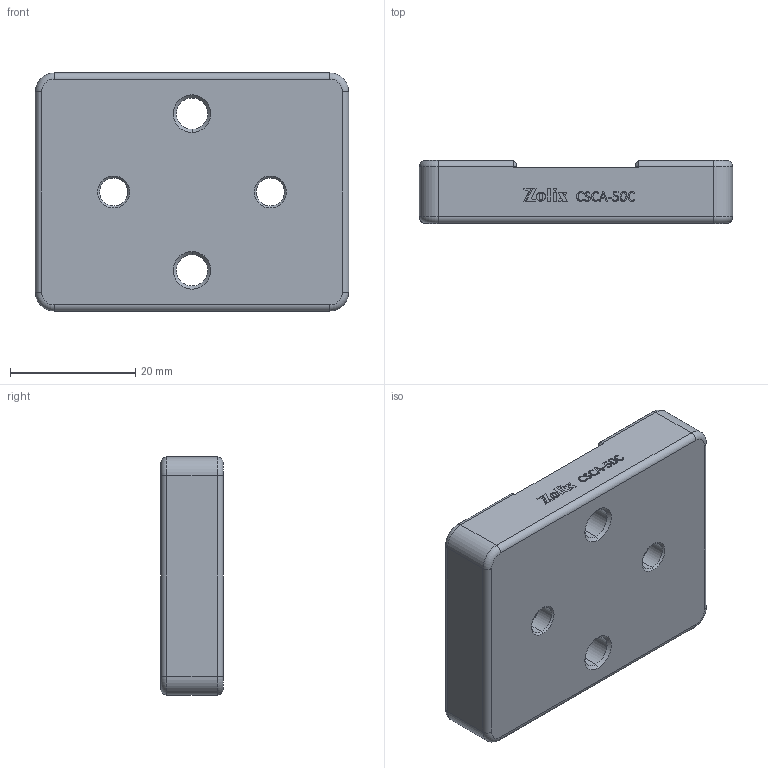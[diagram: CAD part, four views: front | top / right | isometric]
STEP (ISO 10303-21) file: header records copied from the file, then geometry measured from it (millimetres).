
FILE_DESCRIPTION (( 'STEP AP203' ), '1' );
FILE_NAME ('CSCA-50C.STEP', '2025-08-28T03:52:09', ( '' ), ( '' ), 'SwSTEP 2.0', 'SolidWorks 2020', '' );
FILE_SCHEMA (( 'CONFIG_CONTROL_DESIGN' ));
Length unit declared in the file: millimetre
Products named in the file (1): CSCA-50C
Bounding box: 50 x 10 x 38 mm (x, y, z)
Volume: 16863 mm3; surface area: 5877.7 mm2
Topology: 1 solids, 1 shells, 365 faces, 977 edges, 634 vertices
Faces by surface type: plane 220, bspline 73, cylinder 32, cone 32, torus 8
Entity records: 15280 total; most frequent: CARTESIAN_POINT 6490, ORIENTED_EDGE 1954, DIRECTION 1527, EDGE_CURVE 977, VECTOR 721, LINE 721, VERTEX_POINT 634, AXIS2_PLACEMENT_3D 403
